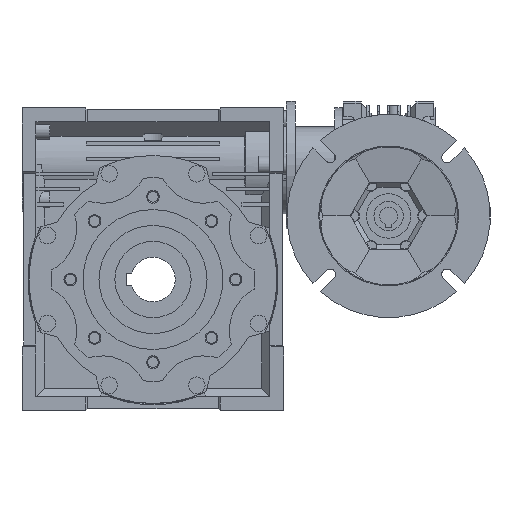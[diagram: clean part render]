
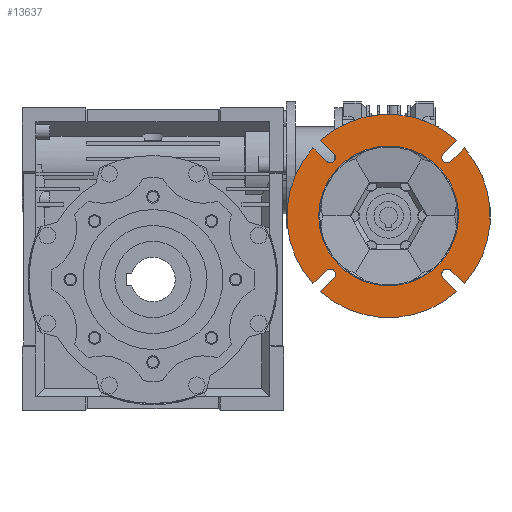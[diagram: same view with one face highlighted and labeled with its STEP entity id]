
A CAD part, left-side view. The second image highlights one B-rep face of the part: STEP entity #13637.
In plain terms, the highlighted face is planar.
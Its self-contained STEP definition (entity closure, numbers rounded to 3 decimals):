
#13637=ADVANCED_FACE('',(#25092,#25094),#25096,.T.);
#25092=FACE_BOUND('',#25093,.T.);
#25093=EDGE_LOOP('',(#33387,#33388,#33389,#33390,#33391,#33392,#33393,#33394,#33395,
#33396,#33397,#33398,#33399,#33400,#33401,#33402));
#25094=FACE_BOUND('',#25095,.T.);
#25095=EDGE_LOOP('',(#33403));
#25096=PLANE('',#25097);
#25097=AXIS2_PLACEMENT_3D('',#25098,#25099,#25100);
#25098=CARTESIAN_POINT('',(25.,0.,0.));
#25099=DIRECTION('',(1.,0.,-0.));
#25100=DIRECTION('',(0.,0.,1.));
#33387=ORIENTED_EDGE('',*,*,#37654,.T.);
#33388=ORIENTED_EDGE('',*,*,#37655,.T.);
#33389=ORIENTED_EDGE('',*,*,#37656,.T.);
#33390=ORIENTED_EDGE('',*,*,#37657,.T.);
#33391=ORIENTED_EDGE('',*,*,#37658,.T.);
#33392=ORIENTED_EDGE('',*,*,#37659,.T.);
#33393=ORIENTED_EDGE('',*,*,#37660,.T.);
#33394=ORIENTED_EDGE('',*,*,#37661,.T.);
#33395=ORIENTED_EDGE('',*,*,#37662,.T.);
#33396=ORIENTED_EDGE('',*,*,#37663,.T.);
#33397=ORIENTED_EDGE('',*,*,#37664,.T.);
#33398=ORIENTED_EDGE('',*,*,#37665,.T.);
#33399=ORIENTED_EDGE('',*,*,#37666,.T.);
#33400=ORIENTED_EDGE('',*,*,#37667,.T.);
#33401=ORIENTED_EDGE('',*,*,#37668,.T.);
#33402=ORIENTED_EDGE('',*,*,#37669,.T.);
#33403=ORIENTED_EDGE('',*,*,#37649,.T.);
#37649=EDGE_CURVE('',#44326,#44326,#44327,.F.);
#37654=EDGE_CURVE('',#44333,#44334,#44335,.F.);
#37655=EDGE_CURVE('',#44334,#44336,#44337,.T.);
#37656=EDGE_CURVE('',#44336,#44338,#44339,.F.);
#37657=EDGE_CURVE('',#44338,#44340,#44341,.T.);
#37658=EDGE_CURVE('',#44340,#44342,#44343,.F.);
#37659=EDGE_CURVE('',#44342,#44344,#44345,.T.);
#37660=EDGE_CURVE('',#44344,#44346,#44347,.F.);
#37661=EDGE_CURVE('',#44346,#44348,#44349,.T.);
#37662=EDGE_CURVE('',#44348,#44350,#44351,.F.);
#37663=EDGE_CURVE('',#44350,#44352,#44353,.T.);
#37664=EDGE_CURVE('',#44352,#44354,#44355,.F.);
#37665=EDGE_CURVE('',#44354,#44356,#44357,.T.);
#37666=EDGE_CURVE('',#44356,#44358,#44359,.F.);
#37667=EDGE_CURVE('',#44358,#44360,#44361,.T.);
#37668=EDGE_CURVE('',#44360,#44362,#44363,.F.);
#37669=EDGE_CURVE('',#44362,#44333,#44364,.T.);
#44326=VERTEX_POINT('',#64374);
#44327=CIRCLE('',#64375,55.);
#44333=VERTEX_POINT('',#64393);
#44334=VERTEX_POINT('',#64394);
#44335=LINE('',#64395,#64396);
#44336=VERTEX_POINT('',#64398);
#44337=CIRCLE('',#64399,4.25);
#44338=VERTEX_POINT('',#64403);
#44339=LINE('',#64404,#64405);
#44340=VERTEX_POINT('',#64407);
#44341=CIRCLE('',#64408,80.);
#44342=VERTEX_POINT('',#64412);
#44343=LINE('',#64413,#64414);
#44344=VERTEX_POINT('',#64416);
#44345=CIRCLE('',#64417,4.25);
#44346=VERTEX_POINT('',#64421);
#44347=LINE('',#64422,#64423);
#44348=VERTEX_POINT('',#64425);
#44349=CIRCLE('',#64426,80.);
#44350=VERTEX_POINT('',#64430);
#44351=LINE('',#64431,#64432);
#44352=VERTEX_POINT('',#64434);
#44353=CIRCLE('',#64435,4.25);
#44354=VERTEX_POINT('',#64439);
#44355=LINE('',#64440,#64441);
#44356=VERTEX_POINT('',#64443);
#44357=CIRCLE('',#64444,80.);
#44358=VERTEX_POINT('',#64448);
#44359=LINE('',#64449,#64450);
#44360=VERTEX_POINT('',#64452);
#44361=CIRCLE('',#64453,4.25);
#44362=VERTEX_POINT('',#64457);
#44363=LINE('',#64458,#64459);
#44364=CIRCLE('',#64461,80.);
#64374=CARTESIAN_POINT('',(25.,0.,-55.));
#64375=AXIS2_PLACEMENT_3D('',#64376,#64377,#64378);
#64376=CARTESIAN_POINT('',(25.,0.,0.));
#64377=DIRECTION('',(1.,0.,-0.));
#64378=DIRECTION('',(0.,-0.,-1.));
#64393=CARTESIAN_POINT('',(25.,53.483,-59.494));
#64394=CARTESIAN_POINT('',(25.,42.957,-48.967));
#64395=CARTESIAN_POINT('',(25.,42.957,-48.967));
#64396=VECTOR('',#64397,1.);
#64397=DIRECTION('',(0.,0.707,-0.707));
#64398=CARTESIAN_POINT('',(25.,48.967,-42.957));
#64399=AXIS2_PLACEMENT_3D('',#64400,#64401,#64402);
#64400=CARTESIAN_POINT('',(25.,45.962,-45.962));
#64401=DIRECTION('',(-1.,-0.,0.));
#64402=DIRECTION('',(0.,-0.707,-0.707));
#64403=CARTESIAN_POINT('',(25.,59.494,-53.483));
#64404=CARTESIAN_POINT('',(25.,59.494,-53.483));
#64405=VECTOR('',#64406,1.);
#64406=DIRECTION('',(0.,-0.707,0.707));
#64407=CARTESIAN_POINT('',(25.,59.494,53.483));
#64408=AXIS2_PLACEMENT_3D('',#64409,#64410,#64411);
#64409=CARTESIAN_POINT('',(25.,0.,0.));
#64410=DIRECTION('',(1.,0.,-0.));
#64411=DIRECTION('',(0.,0.744,-0.669));
#64412=CARTESIAN_POINT('',(25.,48.967,42.957));
#64413=CARTESIAN_POINT('',(25.,48.967,42.957));
#64414=VECTOR('',#64415,1.);
#64415=DIRECTION('',(0.,0.707,0.707));
#64416=CARTESIAN_POINT('',(25.,42.957,48.967));
#64417=AXIS2_PLACEMENT_3D('',#64418,#64419,#64420);
#64418=CARTESIAN_POINT('',(25.,45.962,45.962));
#64419=DIRECTION('',(-1.,-0.,0.));
#64420=DIRECTION('',(0.,0.707,-0.707));
#64421=CARTESIAN_POINT('',(25.,53.483,59.494));
#64422=CARTESIAN_POINT('',(25.,53.483,59.494));
#64423=VECTOR('',#64424,1.);
#64424=DIRECTION('',(0.,-0.707,-0.707));
#64425=CARTESIAN_POINT('',(25.,-53.483,59.494));
#64426=AXIS2_PLACEMENT_3D('',#64427,#64428,#64429);
#64427=CARTESIAN_POINT('',(25.,0.,0.));
#64428=DIRECTION('',(1.,0.,-0.));
#64429=DIRECTION('',(0.,0.669,0.744));
#64430=CARTESIAN_POINT('',(25.,-42.957,48.967));
#64431=CARTESIAN_POINT('',(25.,-42.957,48.967));
#64432=VECTOR('',#64433,1.);
#64433=DIRECTION('',(0.,-0.707,0.707));
#64434=CARTESIAN_POINT('',(25.,-48.967,42.957));
#64435=AXIS2_PLACEMENT_3D('',#64436,#64437,#64438);
#64436=CARTESIAN_POINT('',(25.,-45.962,45.962));
#64437=DIRECTION('',(-1.,0.,0.));
#64438=DIRECTION('',(0.,0.707,0.707));
#64439=CARTESIAN_POINT('',(25.,-59.494,53.483));
#64440=CARTESIAN_POINT('',(25.,-59.494,53.483));
#64441=VECTOR('',#64442,1.);
#64442=DIRECTION('',(0.,0.707,-0.707));
#64443=CARTESIAN_POINT('',(25.,-59.494,-53.483));
#64444=AXIS2_PLACEMENT_3D('',#64445,#64446,#64447);
#64445=CARTESIAN_POINT('',(25.,0.,0.));
#64446=DIRECTION('',(1.,0.,-0.));
#64447=DIRECTION('',(0.,-0.744,0.669));
#64448=CARTESIAN_POINT('',(25.,-48.967,-42.957));
#64449=CARTESIAN_POINT('',(25.,-48.967,-42.957));
#64450=VECTOR('',#64451,1.);
#64451=DIRECTION('',(0.,-0.707,-0.707));
#64452=CARTESIAN_POINT('',(25.,-42.957,-48.967));
#64453=AXIS2_PLACEMENT_3D('',#64454,#64455,#64456);
#64454=CARTESIAN_POINT('',(25.,-45.962,-45.962));
#64455=DIRECTION('',(-1.,0.,0.));
#64456=DIRECTION('',(0.,-0.707,0.707));
#64457=CARTESIAN_POINT('',(25.,-53.483,-59.494));
#64458=CARTESIAN_POINT('',(25.,-53.483,-59.494));
#64459=VECTOR('',#64460,1.);
#64460=DIRECTION('',(0.,0.707,0.707));
#64461=AXIS2_PLACEMENT_3D('',#64462,#64463,#64464);
#64462=CARTESIAN_POINT('',(25.,0.,0.));
#64463=DIRECTION('',(1.,0.,-0.));
#64464=DIRECTION('',(0.,-0.669,-0.744));
